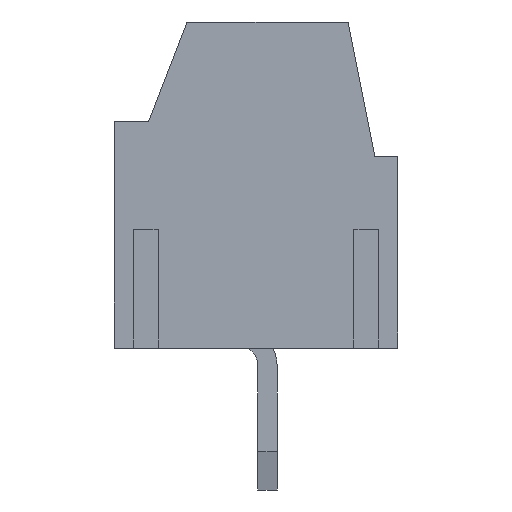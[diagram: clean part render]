
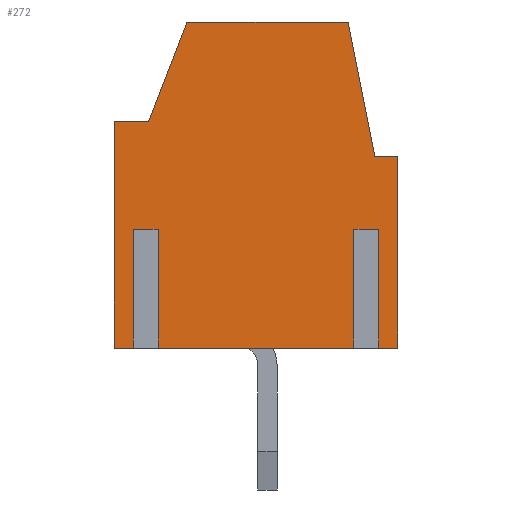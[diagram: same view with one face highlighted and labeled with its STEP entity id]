
A CAD part, left-side view. The second image highlights one B-rep face of the part: STEP entity #272.
In plain terms, the highlighted planar face has unit normal (-1, 0, 0).
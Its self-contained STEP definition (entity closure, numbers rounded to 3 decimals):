
#272=ADVANCED_FACE('',(#752),#753,.F.);
#752=FACE_OUTER_BOUND('',#1467,.T.);
#753=PLANE('',#1468);
#1467=EDGE_LOOP('',(#2187,#2188,#2189,#2190,#2191,#2192,#2193,#2194,#2195,#2196,#2197,#2198,#2199,#2200,#2201,#2202));
#1468=AXIS2_PLACEMENT_3D('',#2203,#2204,#2205);
#2187=ORIENTED_EDGE('',*,*,#4248,.T.);
#2188=ORIENTED_EDGE('',*,*,#4249,.T.);
#2189=ORIENTED_EDGE('',*,*,#4250,.F.);
#2190=ORIENTED_EDGE('',*,*,#4251,.F.);
#2191=ORIENTED_EDGE('',*,*,#4252,.F.);
#2192=ORIENTED_EDGE('',*,*,#4253,.F.);
#2193=ORIENTED_EDGE('',*,*,#4254,.F.);
#2194=ORIENTED_EDGE('',*,*,#4255,.F.);
#2195=ORIENTED_EDGE('',*,*,#4256,.F.);
#2196=ORIENTED_EDGE('',*,*,#4257,.F.);
#2197=ORIENTED_EDGE('',*,*,#4258,.F.);
#2198=ORIENTED_EDGE('',*,*,#4259,.F.);
#2199=ORIENTED_EDGE('',*,*,#4260,.T.);
#2200=ORIENTED_EDGE('',*,*,#4261,.T.);
#2201=ORIENTED_EDGE('',*,*,#4262,.F.);
#2202=ORIENTED_EDGE('',*,*,#4263,.F.);
#2203=CARTESIAN_POINT('',(-3.525,0.0,0.0));
#2204=DIRECTION('',(1.0,0.0,0.0));
#2205=DIRECTION('',(0.0,1.0,0.0));
#4248=EDGE_CURVE('',#5088,#5089,#5090,.T.);
#4249=EDGE_CURVE('',#5089,#5091,#5092,.T.);
#4250=EDGE_CURVE('',#5093,#5091,#5094,.T.);
#4251=EDGE_CURVE('',#5095,#5093,#5096,.T.);
#4252=EDGE_CURVE('',#5097,#5095,#5098,.T.);
#4253=EDGE_CURVE('',#5099,#5097,#5100,.T.);
#4254=EDGE_CURVE('',#5101,#5099,#5102,.T.);
#4255=EDGE_CURVE('',#5103,#5101,#5104,.T.);
#4256=EDGE_CURVE('',#5105,#5103,#5106,.T.);
#4257=EDGE_CURVE('',#5107,#5105,#5108,.T.);
#4258=EDGE_CURVE('',#5109,#5107,#5110,.T.);
#4259=EDGE_CURVE('',#5111,#5109,#5112,.T.);
#4260=EDGE_CURVE('',#5111,#5113,#5114,.T.);
#4261=EDGE_CURVE('',#5113,#5115,#5116,.T.);
#4262=EDGE_CURVE('',#5117,#5115,#5118,.T.);
#4263=EDGE_CURVE('',#5088,#5117,#5119,.T.);
#5088=VERTEX_POINT('',#6314);
#5089=VERTEX_POINT('',#6315);
#5090=LINE('',#6316,#6317);
#5091=VERTEX_POINT('',#6318);
#5092=LINE('',#6319,#6320);
#5093=VERTEX_POINT('',#6321);
#5094=LINE('',#6322,#6323);
#5095=VERTEX_POINT('',#6324);
#5096=LINE('',#6325,#6326);
#5097=VERTEX_POINT('',#6327);
#5098=LINE('',#6328,#6329);
#5099=VERTEX_POINT('',#6330);
#5100=LINE('',#6331,#6332);
#5101=VERTEX_POINT('',#6333);
#5102=LINE('',#6334,#6335);
#5103=VERTEX_POINT('',#6336);
#5104=LINE('',#6337,#6338);
#5105=VERTEX_POINT('',#6339);
#5106=LINE('',#6340,#6341);
#5107=VERTEX_POINT('',#6342);
#5108=LINE('',#6343,#6344);
#5109=VERTEX_POINT('',#6345);
#5110=LINE('',#6346,#6347);
#5111=VERTEX_POINT('',#6348);
#5112=LINE('',#6349,#6350);
#5113=VERTEX_POINT('',#6351);
#5114=LINE('',#6352,#6353);
#5115=VERTEX_POINT('',#6354);
#5116=LINE('',#6355,#6356);
#5117=VERTEX_POINT('',#6357);
#5118=LINE('',#6358,#6359);
#5119=LINE('',#6360,#6361);
#6314=CARTESIAN_POINT('',(-3.525,-2.625,0.15));
#6315=CARTESIAN_POINT('',(-3.525,-3.125,0.15));
#6316=CARTESIAN_POINT('',(-3.525,-2.625,0.15));
#6317=VECTOR('',#8002,1000.0);
#6318=CARTESIAN_POINT('',(-3.525,-3.125,-2.95));
#6319=CARTESIAN_POINT('',(-3.525,-3.125,0.15));
#6320=VECTOR('',#8003,1000.0);
#6321=CARTESIAN_POINT('',(-3.525,-3.7,-2.95));
#6322=CARTESIAN_POINT('',(-3.525,-3.7,-2.95));
#6323=VECTOR('',#8004,1000.0);
#6324=CARTESIAN_POINT('',(-3.525,-3.7,2.05));
#6325=CARTESIAN_POINT('',(-3.525,-3.7,2.05));
#6326=VECTOR('',#8005,1000.0);
#6327=CARTESIAN_POINT('',(-3.525,-3.1,2.05));
#6328=CARTESIAN_POINT('',(-3.525,-3.1,2.05));
#6329=VECTOR('',#8006,1000.0);
#6330=CARTESIAN_POINT('',(-3.525,-2.4,5.55));
#6331=CARTESIAN_POINT('',(-3.525,-2.4,5.55));
#6332=VECTOR('',#8007,1000.0);
#6333=CARTESIAN_POINT('',(-3.525,1.8,5.55));
#6334=CARTESIAN_POINT('',(-3.525,1.8,5.55));
#6335=VECTOR('',#8008,1000.0);
#6336=CARTESIAN_POINT('',(-3.525,2.8,2.95));
#6337=CARTESIAN_POINT('',(-3.525,2.8,2.95));
#6338=VECTOR('',#8009,1000.0);
#6339=CARTESIAN_POINT('',(-3.525,3.7,2.95));
#6340=CARTESIAN_POINT('',(-3.525,3.7,2.95));
#6341=VECTOR('',#8010,1000.0);
#6342=CARTESIAN_POINT('',(-3.525,3.7,-2.95));
#6343=CARTESIAN_POINT('',(-3.525,3.7,-2.95));
#6344=VECTOR('',#8011,1000.0);
#6345=CARTESIAN_POINT('',(-3.525,3.125,-2.95));
#6346=CARTESIAN_POINT('',(-3.525,-3.7,-2.95));
#6347=VECTOR('',#8012,1000.0);
#6348=CARTESIAN_POINT('',(-3.525,3.125,0.15));
#6349=CARTESIAN_POINT('',(-3.525,3.125,0.15));
#6350=VECTOR('',#8013,1000.0);
#6351=CARTESIAN_POINT('',(-3.525,2.625,0.15));
#6352=CARTESIAN_POINT('',(-3.525,3.125,0.15));
#6353=VECTOR('',#8014,1000.0);
#6354=CARTESIAN_POINT('',(-3.525,2.625,-2.95));
#6355=CARTESIAN_POINT('',(-3.525,2.625,0.15));
#6356=VECTOR('',#8015,1000.0);
#6357=CARTESIAN_POINT('',(-3.525,-2.625,-2.95));
#6358=CARTESIAN_POINT('',(-3.525,-3.7,-2.95));
#6359=VECTOR('',#8016,1000.0);
#6360=CARTESIAN_POINT('',(-3.525,-2.625,0.15));
#6361=VECTOR('',#8017,1000.0);
#8002=DIRECTION('',(0.0,-1.0,0.0));
#8003=DIRECTION('',(0.0,0.0,-1.0));
#8004=DIRECTION('',(0.0,1.0,0.0));
#8005=DIRECTION('',(0.0,0.,-1.0));
#8006=DIRECTION('',(0.0,-1.0,0.0));
#8007=DIRECTION('',(0.0,-0.196,-0.981));
#8008=DIRECTION('',(0.0,-1.0,0.));
#8009=DIRECTION('',(0.0,-0.359,0.933));
#8010=DIRECTION('',(0.0,-1.0,0.));
#8011=DIRECTION('',(0.0,0.,1.0));
#8012=DIRECTION('',(0.0,1.0,0.0));
#8013=DIRECTION('',(0.0,0.0,-1.0));
#8014=DIRECTION('',(0.0,-1.0,0.0));
#8015=DIRECTION('',(0.0,0.0,-1.0));
#8016=DIRECTION('',(0.0,1.0,0.0));
#8017=DIRECTION('',(0.0,0.0,-1.0));
